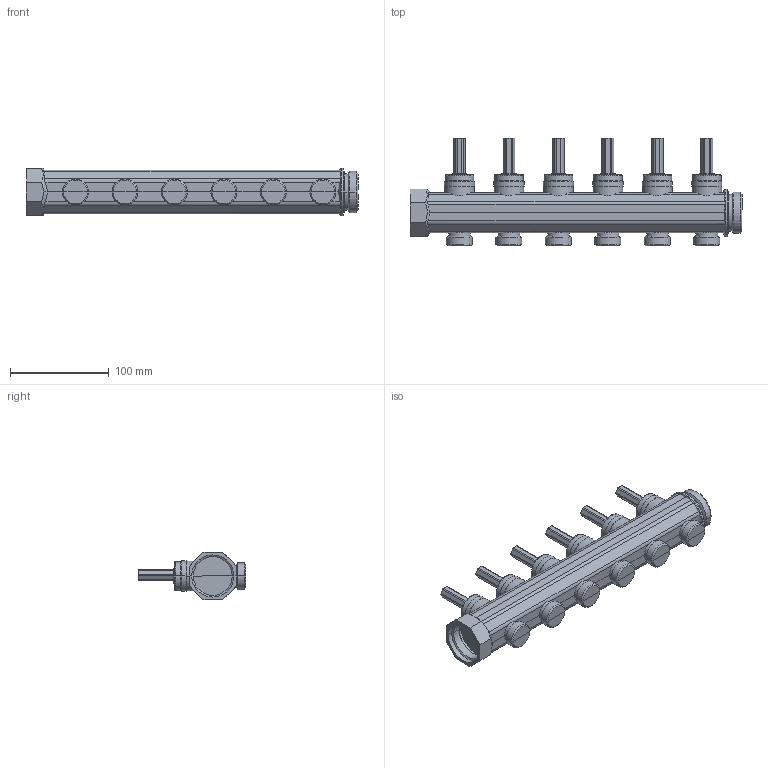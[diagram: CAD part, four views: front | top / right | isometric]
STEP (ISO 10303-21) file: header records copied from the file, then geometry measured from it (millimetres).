
FILE_DESCRIPTION(/* description */ (''),/* implementation_level */ '2;1');
FILE_NAME(/* name */ '667765S1 (STP).stp',/* time_stamp */ '2016-12-16T11:15:55+01:00',/* author */ ('UFFTEC'),/* organization */ (''),/* preprocessor_version */ 'ST-DEVELOPER v15.2',/* originating_system */ 'Autodesk Inventor 2014',/* authorisation */ '');
FILE_SCHEMA (('AUTOMOTIVE_DESIGN { 1 0 10303 214 3 1 1 }'));
Length unit declared in the file: millimetre
Products named in the file (15): Parte3; Parte5; Parte7; Parte9; Parte11; Parte13; Parte15; Parte17; Parte19; Parte21; Parte23; Parte25; Parte27; Parte29; Assieme1
Bounding box: 335.5 x 109 x 48 mm (x, y, z)
Volume: 647921.7 mm3; surface area: 94367 mm2
Topology: 14 solids, 14 shells, 371 faces, 902 edges, 559 vertices
Faces by surface type: plane 165, cylinder 142, cone 48, torus 16
Entity records: 11636 total; most frequent: CARTESIAN_POINT 2803, DIRECTION 1824, ORIENTED_EDGE 1804, EDGE_CURVE 902, AXIS2_PLACEMENT_3D 688, VERTEX_POINT 559, LINE 448, VECTOR 448
